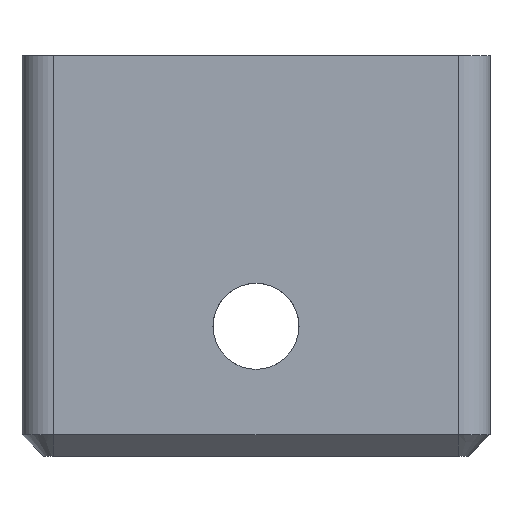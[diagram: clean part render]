
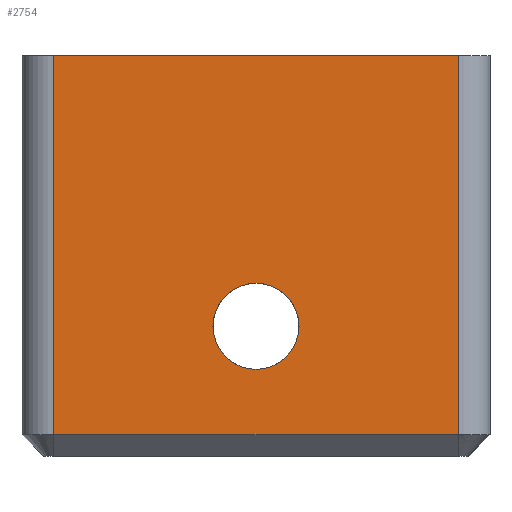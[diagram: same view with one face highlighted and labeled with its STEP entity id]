
A CAD part, front view. The second image highlights one B-rep face of the part: STEP entity #2754.
In plain terms, the highlighted planar face has unit normal (0, -1, 0).
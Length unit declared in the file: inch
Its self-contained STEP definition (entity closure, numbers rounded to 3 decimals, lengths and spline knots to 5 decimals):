
#296 = CARTESIAN_POINT ( 'NONE',  ( 0., -0.93258, 0.1605 ) ) ;
#575 = VECTOR ( 'NONE', #3024, 39.37008 ) ;
#838 = CARTESIAN_POINT ( 'NONE',  ( -0.37352, -0.93258, 0.74 ) ) ;
#873 = CIRCLE ( 'NONE', #5504, 0.0795 ) ;
#2541 = ORIENTED_EDGE ( 'NONE', *, *, #17289, .T. ) ;
#2754 = ADVANCED_FACE ( 'NONE', ( #6305, #25909 ), #27813, .F. ) ;
#2778 = ORIENTED_EDGE ( 'NONE', *, *, #12652, .T. ) ;
#2866 = ORIENTED_EDGE ( 'NONE', *, *, #19801, .F. ) ;
#3024 = DIRECTION ( 'NONE',  ( 0., 0., -1. ) ) ;
#3155 = CARTESIAN_POINT ( 'NONE',  ( 0.37352, -0.93258, 0.74 ) ) ;
#3200 = VECTOR ( 'NONE', #4140, 39.37008 ) ;
#3923 = CARTESIAN_POINT ( 'NONE',  ( 0.37352, -0.93258, 0.03937 ) ) ;
#4063 = EDGE_LOOP ( 'NONE', ( #2778, #2541, #14441, #2866 ) ) ;
#4140 = DIRECTION ( 'NONE',  ( 0., 0., 1. ) ) ;
#5023 = VERTEX_POINT ( 'NONE', #17433 ) ;
#5292 = VECTOR ( 'NONE', #8736, 39.37008 ) ;
#5504 = AXIS2_PLACEMENT_3D ( 'NONE', #11028, #24268, #12923 ) ;
#6305 = FACE_BOUND ( 'NONE', #13968, .T. ) ;
#6587 = DIRECTION ( 'NONE',  ( 1., 0., 0. ) ) ;
#7981 = CARTESIAN_POINT ( 'NONE',  ( -0.37352, -0.93258, 0.03937 ) ) ;
#8301 = CARTESIAN_POINT ( 'NONE',  ( -0.43258, -0.93258, 0.74 ) ) ;
#8531 = VERTEX_POINT ( 'NONE', #3155 ) ;
#8736 = DIRECTION ( 'NONE',  ( 1., 0., 0. ) ) ;
#9462 = VECTOR ( 'NONE', #6587, 39.37008 ) ;
#10270 = ORIENTED_EDGE ( 'NONE', *, *, #27044, .T. ) ;
#10483 = LINE ( 'NONE', #8301, #5292 ) ;
#10936 = CARTESIAN_POINT ( 'NONE',  ( 0., -0.93258, 0.24 ) ) ;
#11028 = CARTESIAN_POINT ( 'NONE',  ( 0., -0.93258, 0.24 ) ) ;
#11718 = LINE ( 'NONE', #838, #575 ) ;
#12652 = EDGE_CURVE ( 'NONE', #5023, #15216, #11718, .T. ) ;
#12657 = CIRCLE ( 'NONE', #17285, 0.0795 ) ;
#12923 = DIRECTION ( 'NONE',  ( 0., 0., 1. ) ) ;
#13968 = EDGE_LOOP ( 'NONE', ( #14386, #10270 ) ) ;
#14037 = EDGE_CURVE ( 'NONE', #28735, #27274, #12657, .T. ) ;
#14386 = ORIENTED_EDGE ( 'NONE', *, *, #14037, .T. ) ;
#14441 = ORIENTED_EDGE ( 'NONE', *, *, #26644, .T. ) ;
#15137 = DIRECTION ( 'NONE',  ( 0., 1., 0. ) ) ;
#15216 = VERTEX_POINT ( 'NONE', #7981 ) ;
#15303 = VERTEX_POINT ( 'NONE', #3923 ) ;
#17285 = AXIS2_PLACEMENT_3D ( 'NONE', #10936, #22139, #28244 ) ;
#17289 = EDGE_CURVE ( 'NONE', #15216, #15303, #28678, .T. ) ;
#17333 = CARTESIAN_POINT ( 'NONE',  ( 0.37352, -0.93258, 0.03937 ) ) ;
#17433 = CARTESIAN_POINT ( 'NONE',  ( -0.37352, -0.93258, 0.74 ) ) ;
#19801 = EDGE_CURVE ( 'NONE', #5023, #8531, #10483, .T. ) ;
#22139 = DIRECTION ( 'NONE',  ( 0., 1., 0. ) ) ;
#24268 = DIRECTION ( 'NONE',  ( 0., 1., 0. ) ) ;
#25352 = AXIS2_PLACEMENT_3D ( 'NONE', #25630, #15137, #28097 ) ;
#25630 = CARTESIAN_POINT ( 'NONE',  ( -0.43258, -0.93258, 0.74 ) ) ;
#25909 = FACE_OUTER_BOUND ( 'NONE', #4063, .T. ) ;
#26229 = CARTESIAN_POINT ( 'NONE',  ( 0.37352, -0.93258, 0.74 ) ) ;
#26644 = EDGE_CURVE ( 'NONE', #15303, #8531, #28124, .T. ) ;
#27044 = EDGE_CURVE ( 'NONE', #27274, #28735, #873, .T. ) ;
#27274 = VERTEX_POINT ( 'NONE', #296 ) ;
#27695 = CARTESIAN_POINT ( 'NONE',  ( 0., -0.93258, 0.3195 ) ) ;
#27813 = PLANE ( 'NONE',  #25352 ) ;
#28097 = DIRECTION ( 'NONE',  ( 0., 0., 1. ) ) ;
#28124 = LINE ( 'NONE', #26229, #3200 ) ;
#28244 = DIRECTION ( 'NONE',  ( 0., 0., 1. ) ) ;
#28678 = LINE ( 'NONE', #17333, #9462 ) ;
#28735 = VERTEX_POINT ( 'NONE', #27695 ) ;
